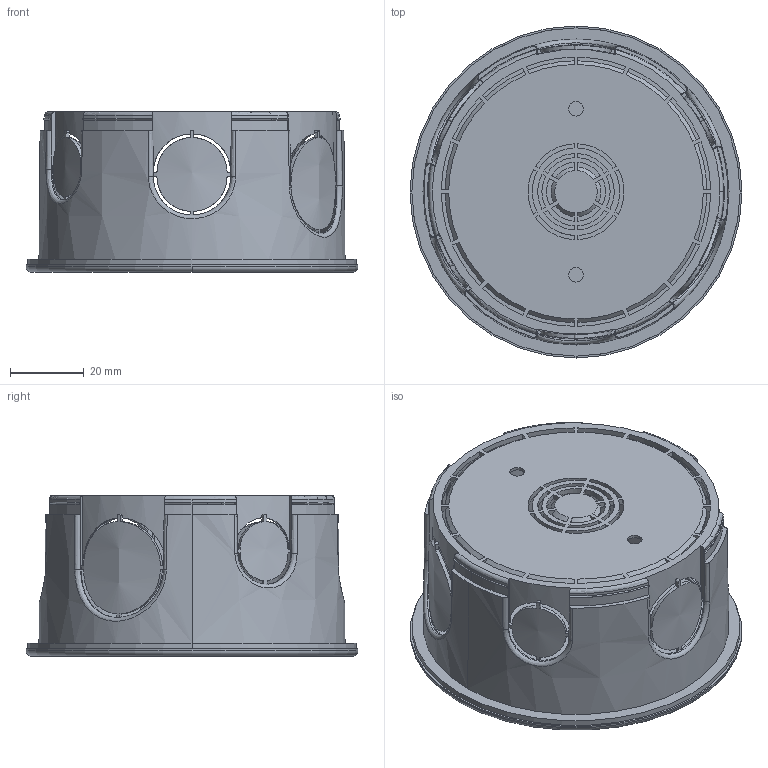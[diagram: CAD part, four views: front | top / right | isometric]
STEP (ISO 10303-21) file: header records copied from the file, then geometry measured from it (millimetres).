
FILE_DESCRIPTION (( 'STEP AP214' ), '1' );
FILE_NAME ('UKT01-080-040-000ñ.STEP', '2021-12-08T12:31:50', ( '' ), ( '' ), 'SwSTEP 2.0', 'SolidWorks 2021', '' );
FILE_SCHEMA (( 'AUTOMOTIVE_DESIGN' ));
Length unit declared in the file: millimetre
Products named in the file (1): UKT01-080-040-000ñ
Bounding box: 90 x 90 x 43.5 mm (x, y, z)
Volume: 34982 mm3; surface area: 48959 mm2
Topology: 2 solids, 2 shells, 590 faces, 1764 edges, 1129 vertices
Faces by surface type: plane 199, cylinder 150, bspline 103, cone 77, torus 53, sphere 8
Entity records: 39161 total; most frequent: CARTESIAN_POINT 24584, ORIENTED_EDGE 3512, DIRECTION 2446, EDGE_CURVE 1756, VERTEX_POINT 1129, AXIS2_PLACEMENT_3D 949, B_SPLINE_CURVE_WITH_KNOTS 723, EDGE_LOOP 669
